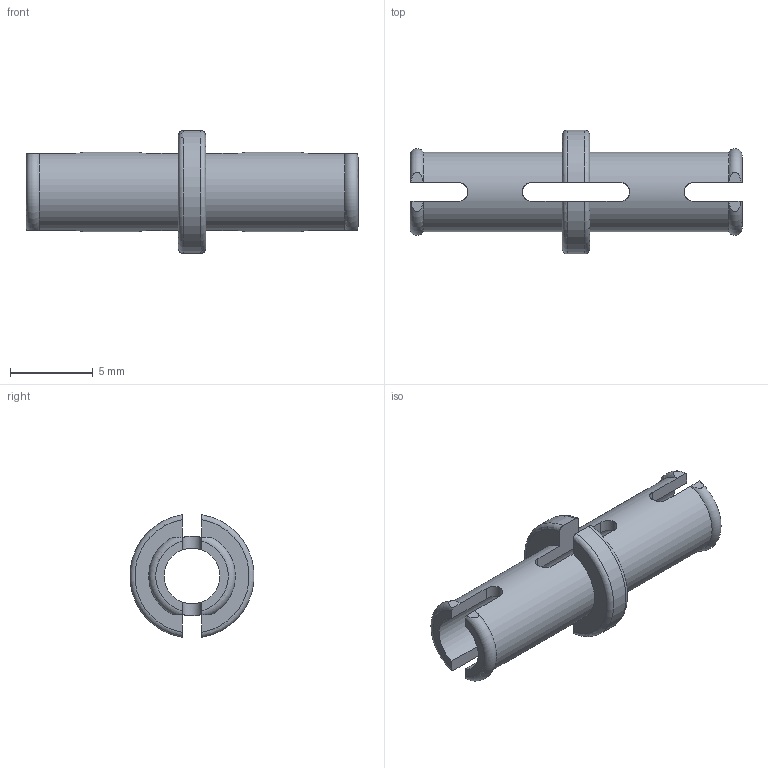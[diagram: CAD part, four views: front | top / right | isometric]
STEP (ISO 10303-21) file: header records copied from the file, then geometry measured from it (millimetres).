
FILE_DESCRIPTION(/* description */ (''),/* implementation_level */ '2;1');
FILE_NAME(/* name */ 'CP1x1_no_anti_skid.stp',/* time_stamp */ '2019-05-10T14:09:41+02:00',/* author */ ('Varga Daniel'),/* organization */ (''),/* preprocessor_version */ 'ST-DEVELOPER v18',/* originating_system */ 'Autodesk Inventor 2020',/* authorisation */ '');
FILE_SCHEMA (('AUTOMOTIVE_DESIGN { 1 0 10303 214 3 1 1 }'));
Length unit declared in the file: millimetre
Products named in the file (1): CP1x1_no_anti_skid
Bounding box: 20.05 x 7.47 x 7.41 mm (x, y, z)
Volume: 203.8 mm3; surface area: 579.6 mm2
Topology: 1 solids, 1 shells, 49 faces, 145 edges, 94 vertices
Faces by surface type: plane 28, cylinder 13, torus 8
Full cylindrical faces by diameter (mm): 3.35 x1, 4.8 x2
Entity records: 2118 total; most frequent: CARTESIAN_POINT 809, ORIENTED_EDGE 290, DIRECTION 235, EDGE_CURVE 145, VERTEX_POINT 94, AXIS2_PLACEMENT_3D 80, LINE 75, VECTOR 75
